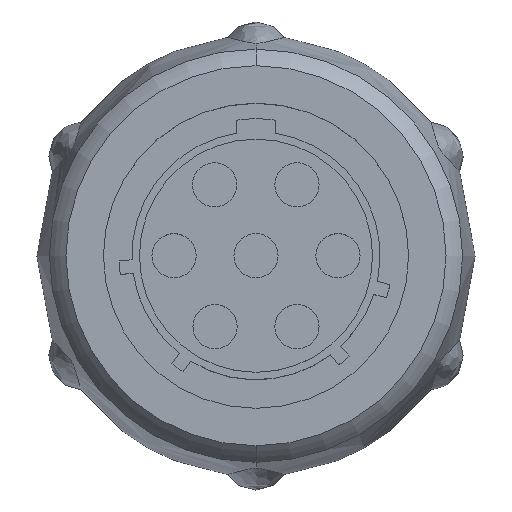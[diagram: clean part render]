
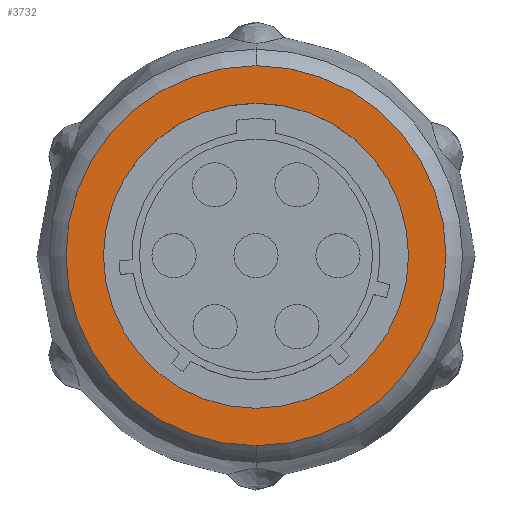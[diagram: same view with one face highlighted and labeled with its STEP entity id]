
A CAD part, top view. The second image highlights one B-rep face of the part: STEP entity #3732.
In plain terms, the highlighted planar face has unit normal (0, 0, 1).
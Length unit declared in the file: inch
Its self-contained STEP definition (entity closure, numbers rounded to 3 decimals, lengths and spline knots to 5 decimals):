
#1315=CARTESIAN_POINT('',(0.,0.,0.94488));
#1316=DIRECTION('',(0.,0.,1.));
#1317=DIRECTION('',(0.,1.,0.));
#1318=AXIS2_PLACEMENT_3D('',#1315,#1316,#1317);
#1320=CARTESIAN_POINT('',(0.,0.,0.94488));
#1321=DIRECTION('',(0.,0.,-1.));
#1322=DIRECTION('',(0.,1.,0.));
#1323=AXIS2_PLACEMENT_3D('',#1320,#1321,#1322);
#1325=CARTESIAN_POINT('',(0.,0.,0.94488));
#1326=DIRECTION('',(0.,0.,-1.));
#1327=DIRECTION('',(0.,1.,0.));
#1328=AXIS2_PLACEMENT_3D('',#1325,#1326,#1327);
#1338=CARTESIAN_POINT('',(0.,0.,0.94488));
#1339=DIRECTION('',(0.,0.,1.));
#1340=DIRECTION('',(0.,1.,0.));
#1341=AXIS2_PLACEMENT_3D('',#1338,#1339,#1340);
#2752=CARTESIAN_POINT('',(0.,0.55145,0.94488));
#2754=VERTEX_POINT('',#2752);
#2755=CARTESIAN_POINT('',(0.,0.44272,0.94488));
#2757=VERTEX_POINT('',#2755);
#2768=CARTESIAN_POINT('',(0.,-0.55145,0.94488));
#2770=VERTEX_POINT('',#2768);
#2771=CARTESIAN_POINT('',(0.,-0.44272,0.94488));
#2773=VERTEX_POINT('',#2771);
#3717=CARTESIAN_POINT('',(0.,0.,0.94488));
#3718=DIRECTION('',(0.,0.,-1.));
#3719=DIRECTION('',(0.,-1.,0.));
#3720=AXIS2_PLACEMENT_3D('',#3717,#3718,#3719);
#3721=PLANE('',#3720);
#3722=ORIENTED_EDGE('',*,*,#3710,.F.);
#3723=ORIENTED_EDGE('',*,*,#3699,.T.);
#3724=EDGE_LOOP('',(#3722,#3723));
#3725=FACE_OUTER_BOUND('',#3724,.F.);
#3727=ORIENTED_EDGE('',*,*,#3726,.F.);
#3729=ORIENTED_EDGE('',*,*,#3728,.T.);
#3730=EDGE_LOOP('',(#3727,#3729));
#3731=FACE_BOUND('',#3730,.F.);
#3732=ADVANCED_FACE('',(#3725,#3731),#3721,.F.);
#1319=CIRCLE('',#1318,0.55145);
#1324=CIRCLE('',#1323,0.55145);
#1329=CIRCLE('',#1328,0.44272);
#1342=CIRCLE('',#1341,0.44272);
#3699=EDGE_CURVE('',#2754,#2770,#1324,.T.);
#3710=EDGE_CURVE('',#2754,#2770,#1319,.T.);
#3726=EDGE_CURVE('',#2757,#2773,#1329,.T.);
#3728=EDGE_CURVE('',#2757,#2773,#1342,.T.);
